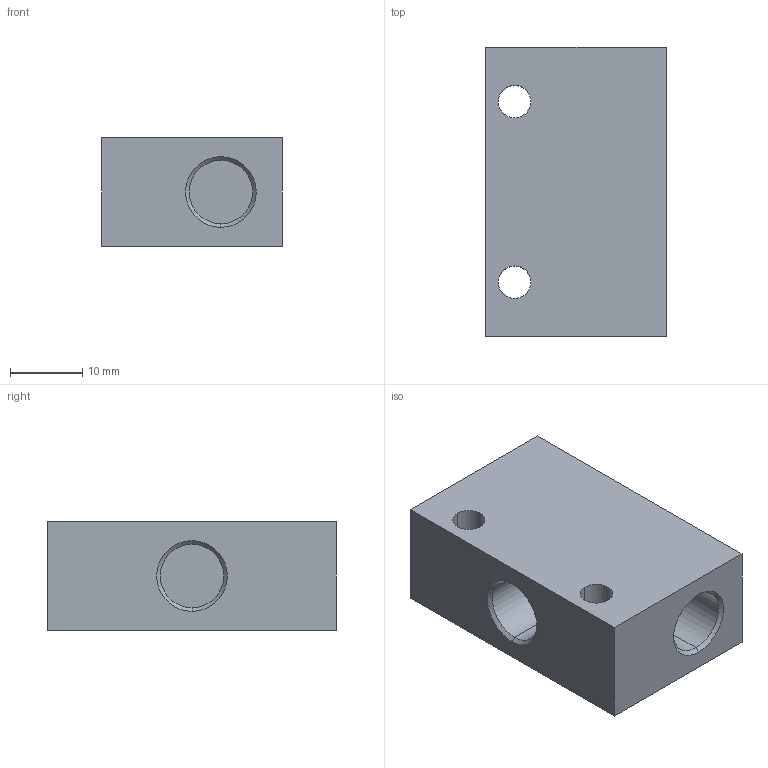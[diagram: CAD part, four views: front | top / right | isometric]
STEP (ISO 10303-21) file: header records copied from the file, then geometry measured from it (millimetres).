
FILE_DESCRIPTION (( 'STEP AP214' ), '1' );
FILE_NAME ('08_121_4.STEP', '2016-01-04T11:18:13', ( '' ), ( '' ), 'SwSTEP 2.0', 'SolidWorks 2016', '' );
FILE_SCHEMA (( 'AUTOMOTIVE_DESIGN' ));
Length unit declared in the file: millimetre
Products named in the file (1): 08_121_4
Bounding box: 25 x 40 x 15 mm (x, y, z)
Volume: 12856.3 mm3; surface area: 5588 mm2
Topology: 2 solids, 2 shells, 50 faces, 118 edges, 73 vertices
Faces by surface type: plane 18, cylinder 16, cone 14, torus 2
Entity records: 1495 total; most frequent: CARTESIAN_POINT 272, DIRECTION 262, ORIENTED_EDGE 232, EDGE_CURVE 116, AXIS2_PLACEMENT_3D 103, VERTEX_POINT 73, EDGE_LOOP 57, LINE 56
